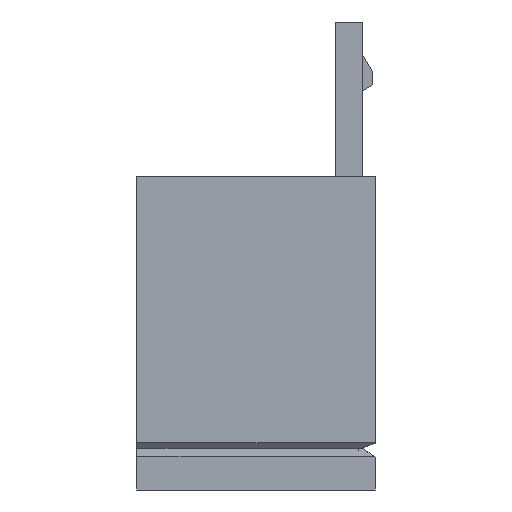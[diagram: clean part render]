
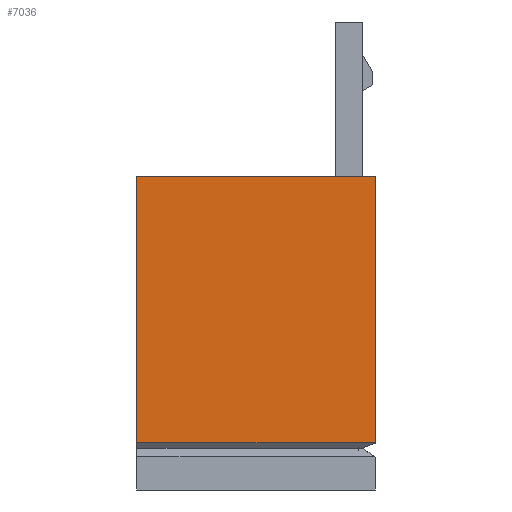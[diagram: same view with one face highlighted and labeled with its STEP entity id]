
A CAD part, front view. The second image highlights one B-rep face of the part: STEP entity #7036.
In plain terms, the highlighted planar face has unit normal (0, -1, 0).
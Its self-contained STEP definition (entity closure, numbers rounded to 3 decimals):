
#213=DIRECTION('',(-1.,0.,0.));
#214=VECTOR('',#213,28.5);
#215=CARTESIAN_POINT('',(0.,-104.75,0.));
#216=LINE('',#215,#214);
#2196=DIRECTION('',(0.,0.,-1.));
#2197=VECTOR('',#2196,31.831);
#2198=CARTESIAN_POINT('',(-28.5,-104.75,0.));
#2199=LINE('',#2198,#2197);
#2357=DIRECTION('',(-1.,0.,0.));
#2358=VECTOR('',#2357,28.5);
#2359=CARTESIAN_POINT('',(0.,-104.75,-31.831));
#2360=LINE('',#2359,#2358);
#2364=DIRECTION('',(0.,0.,-1.));
#2365=VECTOR('',#2364,31.831);
#2366=CARTESIAN_POINT('',(0.,-104.75,0.));
#2367=LINE('',#2366,#2365);
#4488=CARTESIAN_POINT('',(0.,-104.75,0.));
#4489=VERTEX_POINT('',#4488);
#4490=CARTESIAN_POINT('',(-28.5,-104.75,0.));
#4491=VERTEX_POINT('',#4490);
#4668=CARTESIAN_POINT('',(-28.5,-104.75,-31.831));
#4669=VERTEX_POINT('',#4668);
#4670=CARTESIAN_POINT('',(0.,-104.75,-31.831));
#4671=VERTEX_POINT('',#4670);
#7024=CARTESIAN_POINT('',(0.,-104.75,0.));
#7025=DIRECTION('',(0.,1.,0.));
#7026=DIRECTION('',(0.,0.,1.));
#7027=AXIS2_PLACEMENT_3D('',#7024,#7025,#7026);
#7028=PLANE('',#7027);
#7029=ORIENTED_EDGE('',*,*,#5673,.T.);
#7030=ORIENTED_EDGE('',*,*,#6883,.F.);
#7031=ORIENTED_EDGE('',*,*,#5304,.F.);
#7033=ORIENTED_EDGE('',*,*,#7032,.T.);
#7034=EDGE_LOOP('',(#7029,#7030,#7031,#7033));
#7035=FACE_OUTER_BOUND('',#7034,.F.);
#5304=EDGE_CURVE('',#4489,#4491,#216,.T.);
#5673=EDGE_CURVE('',#4671,#4669,#2360,.T.);
#6883=EDGE_CURVE('',#4491,#4669,#2199,.T.);
#7032=EDGE_CURVE('',#4489,#4671,#2367,.T.);
#7036=ADVANCED_FACE('',(#7035),#7028,.F.);
